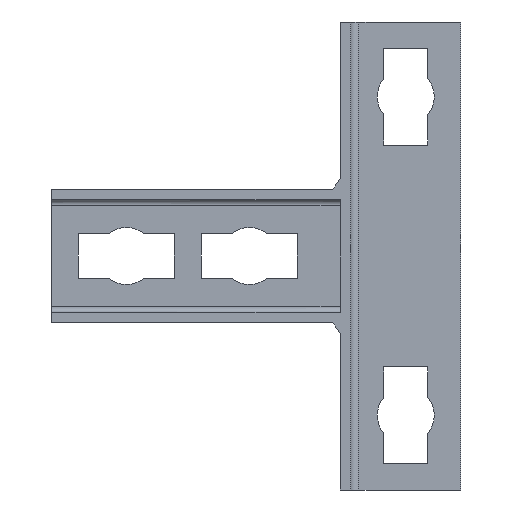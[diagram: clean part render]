
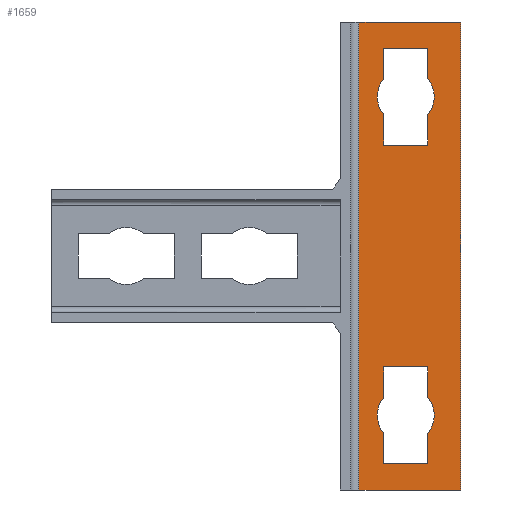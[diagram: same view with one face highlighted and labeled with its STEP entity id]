
A CAD part, front view. The second image highlights one B-rep face of the part: STEP entity #1659.
In plain terms, the highlighted planar face has unit normal (0, -1, 0).
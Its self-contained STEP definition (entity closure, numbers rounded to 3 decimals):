
#1484=CARTESIAN_POINT('',(28.262,45.,141.5));
#1485=DIRECTION('',(0.0,-1.0,0.0));
#1486=DIRECTION('',(0.0,0.0,-1.0));
#1487=AXIS2_PLACEMENT_3D('',#1484,#1485,#1486);
#1488=PLANE('',#1487);
#1489=CARTESIAN_POINT('',(32.,45.0,229.));
#1490=VERTEX_POINT('',#1489);
#1491=CARTESIAN_POINT('',(32.,45.0,54.));
#1492=VERTEX_POINT('',#1491);
#1493=CARTESIAN_POINT('',(32.,45.0,229.));
#1494=DIRECTION('',(0.0,0.0,-1.0));
#1495=VECTOR('',#1494,175.0);
#1496=LINE('',#1493,#1495);
#1497=EDGE_CURVE('',#1490,#1492,#1496,.T.);
#1498=ORIENTED_EDGE('',*,*,#1497,.T.);
#1499=CARTESIAN_POINT('',(70.,45.,54.));
#1500=VERTEX_POINT('',#1499);
#1501=CARTESIAN_POINT('',(32.,45.0,54.));
#1502=DIRECTION('',(1.0,0.0,0.0));
#1503=VECTOR('',#1502,38.0);
#1504=LINE('',#1501,#1503);
#1505=EDGE_CURVE('',#1492,#1500,#1504,.T.);
#1506=ORIENTED_EDGE('',*,*,#1505,.T.);
#1507=CARTESIAN_POINT('',(70.,45.,229.));
#1508=VERTEX_POINT('',#1507);
#1509=CARTESIAN_POINT('',(70.,45.,54.));
#1510=DIRECTION('',(0.0,0.0,1.0));
#1511=VECTOR('',#1510,175.0);
#1512=LINE('',#1509,#1511);
#1513=EDGE_CURVE('',#1500,#1508,#1512,.T.);
#1514=ORIENTED_EDGE('',*,*,#1513,.T.);
#1515=CARTESIAN_POINT('',(32.,45.0,229.));
#1516=DIRECTION('',(1.0,0.0,0.0));
#1517=VECTOR('',#1516,38.0);
#1518=LINE('',#1515,#1517);
#1519=EDGE_CURVE('',#1490,#1508,#1518,.T.);
#1520=ORIENTED_EDGE('',*,*,#1519,.F.);
#1521=EDGE_LOOP('',(#1498,#1506,#1514,#1520));
#1522=FACE_OUTER_BOUND('',#1521,.T.);
#1523=CARTESIAN_POINT('',(57.75,45.,219.));
#1524=VERTEX_POINT('',#1523);
#1525=CARTESIAN_POINT('',(57.75,45.,207.735));
#1526=VERTEX_POINT('',#1525);
#1527=CARTESIAN_POINT('',(57.75,45.,219.0));
#1528=DIRECTION('',(0.0,0.0,-1.0));
#1529=VECTOR('',#1528,11.265);
#1530=LINE('',#1527,#1529);
#1531=EDGE_CURVE('',#1524,#1526,#1530,.T.);
#1532=ORIENTED_EDGE('',*,*,#1531,.T.);
#1533=CARTESIAN_POINT('',(57.75,45.,194.265));
#1534=VERTEX_POINT('',#1533);
#1535=CARTESIAN_POINT('',(49.5,45.,201.0));
#1536=DIRECTION('',(0.,1.0,0.));
#1537=DIRECTION('',(0.775,0.,0.632));
#1538=AXIS2_PLACEMENT_3D('',#1535,#1536,#1537);
#1539=CIRCLE('',#1538,10.65);
#1540=EDGE_CURVE('',#1526,#1534,#1539,.T.);
#1541=ORIENTED_EDGE('',*,*,#1540,.T.);
#1542=CARTESIAN_POINT('',(57.75,45.,183.));
#1543=VERTEX_POINT('',#1542);
#1544=CARTESIAN_POINT('',(57.75,45.,194.265));
#1545=DIRECTION('',(0.0,0.0,-1.0));
#1546=VECTOR('',#1545,11.265);
#1547=LINE('',#1544,#1546);
#1548=EDGE_CURVE('',#1534,#1543,#1547,.T.);
#1549=ORIENTED_EDGE('',*,*,#1548,.T.);
#1550=CARTESIAN_POINT('',(41.25,45.,183.));
#1551=VERTEX_POINT('',#1550);
#1552=CARTESIAN_POINT('',(57.75,45.,183.));
#1553=DIRECTION('',(-1.0,0.0,0.0));
#1554=VECTOR('',#1553,16.5);
#1555=LINE('',#1552,#1554);
#1556=EDGE_CURVE('',#1543,#1551,#1555,.T.);
#1557=ORIENTED_EDGE('',*,*,#1556,.T.);
#1558=CARTESIAN_POINT('',(41.25,45.,194.265));
#1559=VERTEX_POINT('',#1558);
#1560=CARTESIAN_POINT('',(41.25,45.,183.0));
#1561=DIRECTION('',(0.0,0.0,1.0));
#1562=VECTOR('',#1561,11.265);
#1563=LINE('',#1560,#1562);
#1564=EDGE_CURVE('',#1551,#1559,#1563,.T.);
#1565=ORIENTED_EDGE('',*,*,#1564,.T.);
#1566=CARTESIAN_POINT('',(41.25,45.,207.735));
#1567=VERTEX_POINT('',#1566);
#1568=CARTESIAN_POINT('',(49.5,45.,201.0));
#1569=DIRECTION('',(0.,1.0,0.));
#1570=DIRECTION('',(-0.775,0.,-0.632));
#1571=AXIS2_PLACEMENT_3D('',#1568,#1569,#1570);
#1572=CIRCLE('',#1571,10.65);
#1573=EDGE_CURVE('',#1559,#1567,#1572,.T.);
#1574=ORIENTED_EDGE('',*,*,#1573,.T.);
#1575=CARTESIAN_POINT('',(41.25,45.,219.));
#1576=VERTEX_POINT('',#1575);
#1577=CARTESIAN_POINT('',(41.25,45.,207.735));
#1578=DIRECTION('',(0.0,0.0,1.0));
#1579=VECTOR('',#1578,11.265);
#1580=LINE('',#1577,#1579);
#1581=EDGE_CURVE('',#1567,#1576,#1580,.T.);
#1582=ORIENTED_EDGE('',*,*,#1581,.T.);
#1583=CARTESIAN_POINT('',(41.25,45.,219.));
#1584=DIRECTION('',(1.0,0.0,0.0));
#1585=VECTOR('',#1584,16.5);
#1586=LINE('',#1583,#1585);
#1587=EDGE_CURVE('',#1576,#1524,#1586,.T.);
#1588=ORIENTED_EDGE('',*,*,#1587,.T.);
#1589=EDGE_LOOP('',(#1532,#1541,#1549,#1557,#1565,#1574,#1582,#1588));
#1590=FACE_BOUND('',#1589,.T.);
#1591=CARTESIAN_POINT('',(57.75,45.,100.));
#1592=VERTEX_POINT('',#1591);
#1593=CARTESIAN_POINT('',(57.75,45.,88.735));
#1594=VERTEX_POINT('',#1593);
#1595=CARTESIAN_POINT('',(57.75,45.,100.));
#1596=DIRECTION('',(0.0,0.0,-1.0));
#1597=VECTOR('',#1596,11.265);
#1598=LINE('',#1595,#1597);
#1599=EDGE_CURVE('',#1592,#1594,#1598,.T.);
#1600=ORIENTED_EDGE('',*,*,#1599,.T.);
#1601=CARTESIAN_POINT('',(57.75,45.,75.265));
#1602=VERTEX_POINT('',#1601);
#1603=CARTESIAN_POINT('',(49.5,45.,82.));
#1604=DIRECTION('',(0.,1.0,0.));
#1605=DIRECTION('',(0.775,0.,0.632));
#1606=AXIS2_PLACEMENT_3D('',#1603,#1604,#1605);
#1607=CIRCLE('',#1606,10.65);
#1608=EDGE_CURVE('',#1594,#1602,#1607,.T.);
#1609=ORIENTED_EDGE('',*,*,#1608,.T.);
#1610=CARTESIAN_POINT('',(57.75,45.,64.));
#1611=VERTEX_POINT('',#1610);
#1612=CARTESIAN_POINT('',(57.75,45.,75.265));
#1613=DIRECTION('',(0.0,0.0,-1.0));
#1614=VECTOR('',#1613,11.265);
#1615=LINE('',#1612,#1614);
#1616=EDGE_CURVE('',#1602,#1611,#1615,.T.);
#1617=ORIENTED_EDGE('',*,*,#1616,.T.);
#1618=CARTESIAN_POINT('',(41.25,45.,64.));
#1619=VERTEX_POINT('',#1618);
#1620=CARTESIAN_POINT('',(57.75,45.,64.));
#1621=DIRECTION('',(-1.0,0.0,0.0));
#1622=VECTOR('',#1621,16.5);
#1623=LINE('',#1620,#1622);
#1624=EDGE_CURVE('',#1611,#1619,#1623,.T.);
#1625=ORIENTED_EDGE('',*,*,#1624,.T.);
#1626=CARTESIAN_POINT('',(41.25,45.,75.265));
#1627=VERTEX_POINT('',#1626);
#1628=CARTESIAN_POINT('',(41.25,45.,64.));
#1629=DIRECTION('',(0.0,0.0,1.0));
#1630=VECTOR('',#1629,11.265);
#1631=LINE('',#1628,#1630);
#1632=EDGE_CURVE('',#1619,#1627,#1631,.T.);
#1633=ORIENTED_EDGE('',*,*,#1632,.T.);
#1634=CARTESIAN_POINT('',(41.25,45.,88.735));
#1635=VERTEX_POINT('',#1634);
#1636=CARTESIAN_POINT('',(49.5,45.,82.));
#1637=DIRECTION('',(0.,1.0,0.));
#1638=DIRECTION('',(-0.775,0.,-0.632));
#1639=AXIS2_PLACEMENT_3D('',#1636,#1637,#1638);
#1640=CIRCLE('',#1639,10.65);
#1641=EDGE_CURVE('',#1627,#1635,#1640,.T.);
#1642=ORIENTED_EDGE('',*,*,#1641,.T.);
#1643=CARTESIAN_POINT('',(41.25,45.,100.));
#1644=VERTEX_POINT('',#1643);
#1645=CARTESIAN_POINT('',(41.25,45.,88.735));
#1646=DIRECTION('',(0.0,0.0,1.0));
#1647=VECTOR('',#1646,11.265);
#1648=LINE('',#1645,#1647);
#1649=EDGE_CURVE('',#1635,#1644,#1648,.T.);
#1650=ORIENTED_EDGE('',*,*,#1649,.T.);
#1651=CARTESIAN_POINT('',(41.25,45.,100.));
#1652=DIRECTION('',(1.0,0.0,0.0));
#1653=VECTOR('',#1652,16.5);
#1654=LINE('',#1651,#1653);
#1655=EDGE_CURVE('',#1644,#1592,#1654,.T.);
#1656=ORIENTED_EDGE('',*,*,#1655,.T.);
#1657=EDGE_LOOP('',(#1600,#1609,#1617,#1625,#1633,#1642,#1650,#1656));
#1658=FACE_BOUND('',#1657,.T.);
#1659=ADVANCED_FACE('',(#1522,#1590,#1658),#1488,.T.);
